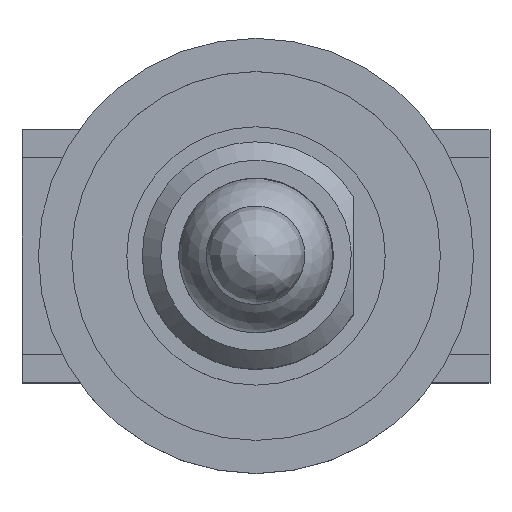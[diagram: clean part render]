
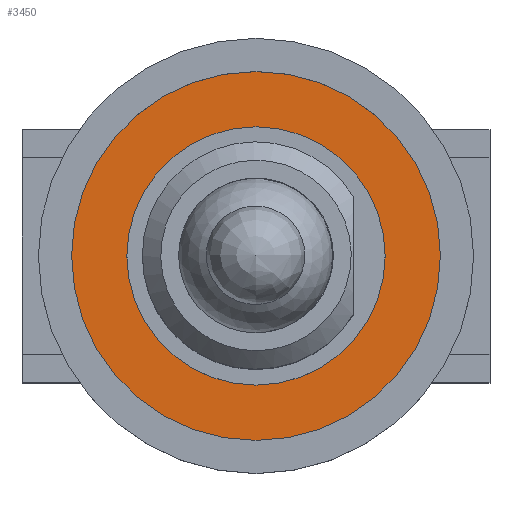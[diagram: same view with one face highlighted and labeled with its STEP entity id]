
A CAD part, top view. The second image highlights one B-rep face of the part: STEP entity #3450.
In plain terms, the highlighted planar face has unit normal (0, 0, 1).
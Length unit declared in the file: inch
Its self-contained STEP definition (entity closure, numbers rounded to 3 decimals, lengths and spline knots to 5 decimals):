
#24=FACE_BOUND('',#1331,.T.);
#147=PLANE('',#3752);
#1117=FACE_OUTER_BOUND('',#1330,.T.);
#1330=EDGE_LOOP('',(#2779));
#1331=EDGE_LOOP('',(#2780));
#1513=CIRCLE('',#3747,0.13799);
#1516=CIRCLE('',#3751,0.19705);
#1690=VERTEX_POINT('',#5544);
#1693=VERTEX_POINT('',#5552);
#2081=EDGE_CURVE('',#1690,#1690,#1513,.T.);
#2086=EDGE_CURVE('',#1693,#1693,#1516,.T.);
#2779=ORIENTED_EDGE('',*,*,#2086,.T.);
#2780=ORIENTED_EDGE('',*,*,#2081,.F.);
#3450=ADVANCED_FACE('',(#1117,#24),#147,.F.);
#3747=AXIS2_PLACEMENT_3D('',#5545,#4383,#4384);
#3751=AXIS2_PLACEMENT_3D('',#5554,#4393,#4394);
#3752=AXIS2_PLACEMENT_3D('',#5555,#4395,#4396);
#4383=DIRECTION('center_axis',(0.,0.,
1.));
#4384=DIRECTION('ref_axis',(1.,0.,0.));
#4393=DIRECTION('center_axis',(0.,0.,
1.));
#4394=DIRECTION('ref_axis',(1.,0.,0.));
#4395=DIRECTION('center_axis',(0.,0.,
-1.));
#4396=DIRECTION('ref_axis',(1.,0.,0.));
#5544=CARTESIAN_POINT('',(-0.13799,0.,0.39921));
#5545=CARTESIAN_POINT('Origin',(0.,0.,
0.39921));
#5552=CARTESIAN_POINT('',(-0.19705,0.,0.39921));
#5554=CARTESIAN_POINT('Origin',(0.,0.,
0.39921));
#5555=CARTESIAN_POINT('Origin',(0.,0.,
0.39921));
